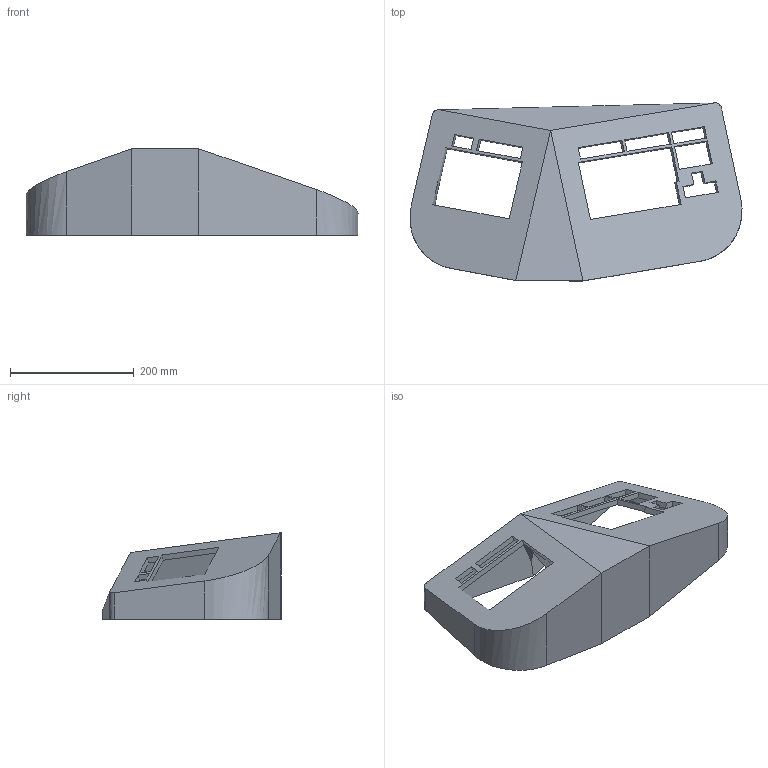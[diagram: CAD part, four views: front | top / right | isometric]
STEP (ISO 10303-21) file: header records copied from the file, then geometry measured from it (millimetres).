
FILE_DESCRIPTION(('FreeCAD Model'),'2;1');
FILE_NAME('tmpZrNY_F','2018-06-30T01:32:56',('FreeCAD'),('FreeCAD') ,'Open CASCADE STEP processor 7.2','FreeCAD','Unknown');
FILE_SCHEMA(('AUTOMOTIVE_DESIGN { 1 0 10303 214 1 1 1 1 }'));
Length unit declared in the file: millimetre
Products named in the file (1): Open CASCADE STEP translator 7.2 1
Bounding box: 537.02 x 288.26 x 140 mm (x, y, z)
Volume: 6111019.8 mm3; surface area: 428337.9 mm2
Topology: 1 solids, 1 shells, 231 faces, 679 edges, 451 vertices
Faces by surface type: plane 227, extrusion 4
Entity records: 16509 total; most frequent: CARTESIAN_POINT 3567, DIRECTION 2139, VECTOR 1663, LINE 1659, ORIENTED_EDGE 1358, PCURVE 1358, DEFINITIONAL_REPRESENTATION 1358, EDGE_CURVE 679
